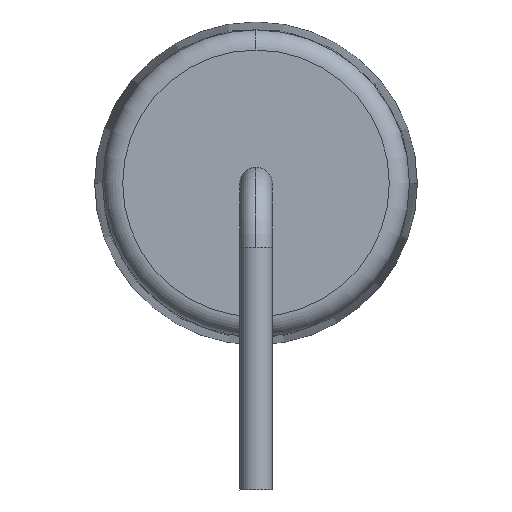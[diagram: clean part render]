
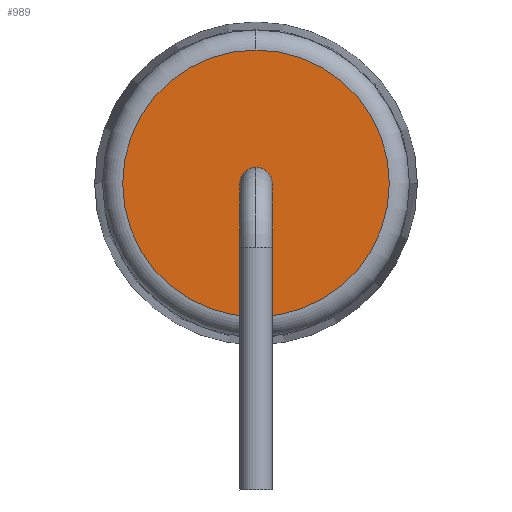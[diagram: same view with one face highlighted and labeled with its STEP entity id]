
A CAD part, left-side view. The second image highlights one B-rep face of the part: STEP entity #989.
In plain terms, the highlighted planar face has unit normal (-1, 0, 0).
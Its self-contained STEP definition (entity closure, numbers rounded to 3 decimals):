
#896=CARTESIAN_POINT('',(-26.75,0.,0.695));
#897=VERTEX_POINT('',#896);
#913=CARTESIAN_POINT('',(-26.75,0.,7.305));
#914=VERTEX_POINT('',#913);
#922=CARTESIAN_POINT('',(-26.75,0.,4.0));
#923=DIRECTION('',(1.0,0.0,0.0));
#924=DIRECTION('',(0.0,-1.0,0.0));
#925=AXIS2_PLACEMENT_3D('',#922,#923,#924);
#926=CIRCLE('',#925,3.305);
#927=EDGE_CURVE('',#914,#897,#926,.T.);
#938=CARTESIAN_POINT('',(-26.75,3.305,4.0));
#939=VERTEX_POINT('',#938);
#940=CARTESIAN_POINT('',(-26.75,0.,4.0));
#941=DIRECTION('',(1.0,0.0,0.0));
#942=DIRECTION('',(0.0,-1.0,0.0));
#943=AXIS2_PLACEMENT_3D('',#940,#941,#942);
#944=CIRCLE('',#943,3.305);
#945=EDGE_CURVE('',#897,#939,#944,.T.);
#947=CARTESIAN_POINT('',(-26.75,0.,4.0));
#948=DIRECTION('',(1.0,0.0,0.0));
#949=DIRECTION('',(0.0,-1.0,0.0));
#950=AXIS2_PLACEMENT_3D('',#947,#948,#949);
#951=CIRCLE('',#950,3.305);
#952=EDGE_CURVE('',#939,#914,#951,.T.);
#979=CARTESIAN_POINT('',(-26.75,0.0,4.0));
#980=DIRECTION('',(1.0,0.0,0.0));
#981=DIRECTION('',(0.0,0.0,-1.0));
#982=AXIS2_PLACEMENT_3D('',#979,#980,#981);
#983=PLANE('',#982);
#984=ORIENTED_EDGE('',*,*,#952,.F.);
#985=ORIENTED_EDGE('',*,*,#945,.F.);
#986=ORIENTED_EDGE('',*,*,#927,.F.);
#987=EDGE_LOOP('',(#984,#985,#986));
#988=FACE_OUTER_BOUND('',#987,.T.);
#989=ADVANCED_FACE('',(#988),#983,.F.);
